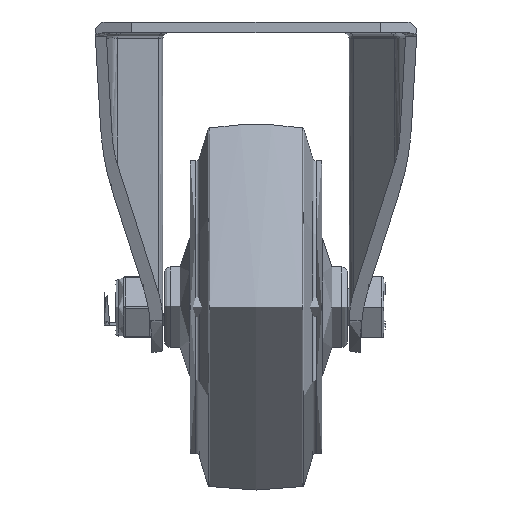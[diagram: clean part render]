
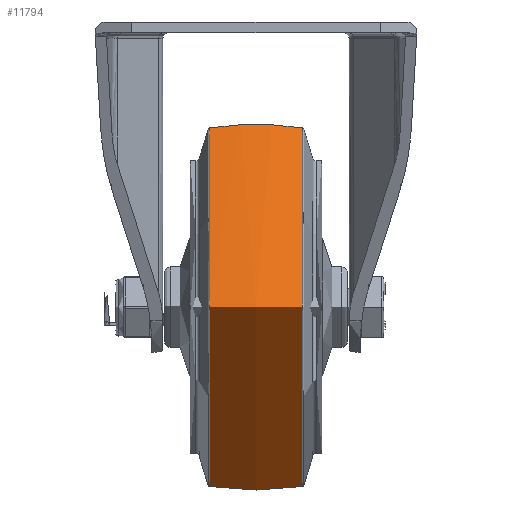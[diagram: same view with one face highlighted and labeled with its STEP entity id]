
A CAD part, left-side view. The second image highlights one B-rep face of the part: STEP entity #11794.
In plain terms, the highlighted free-form (B-spline) face has degree [2, 2] with [3, 9] control points.
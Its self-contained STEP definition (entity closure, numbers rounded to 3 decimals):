
#57=(
BOUNDED_SURFACE()
B_SPLINE_SURFACE(2,2,((#17568,#17569,#17570,#17571,#17572,#17573,#17574,
#17575,#17576),(#17577,#17578,#17579,#17580,#17581,#17582,#17583,#17584,
#17585),(#17586,#17587,#17588,#17589,#17590,#17591,#17592,#17593,#17594)),
 .UNSPECIFIED.,.F.,.T.,.F.)
B_SPLINE_SURFACE_WITH_KNOTS((3,3),(3,2,2,2,3),(-0.15,0.15),
(-3.142,-1.571,0.,1.571,3.142),
 .UNSPECIFIED.)
GEOMETRIC_REPRESENTATION_ITEM()
RATIONAL_B_SPLINE_SURFACE(((1.,0.707,1.,0.707,1.,
0.707,1.,0.707,1.),(0.989,0.699,
0.989,0.699,0.989,0.699,
0.989,0.699,0.989),(1.,0.707,
1.,0.707,1.,0.707,1.,0.707,1.)))
REPRESENTATION_ITEM('')
SURFACE()
);
#1557=FACE_OUTER_BOUND('',#2294,.T.);
#2294=EDGE_LOOP('',(#8707,#8708,#8709,#8710));
#4696=CIRCLE('',#12798,49.045);
#4698=CIRCLE('',#12800,85.);
#4699=CIRCLE('',#12801,49.045);
#5266=VERTEX_POINT('',#17564);
#5267=VERTEX_POINT('',#17595);
#6562=EDGE_CURVE('',#5266,#5266,#4696,.T.);
#6564=EDGE_CURVE('',#5266,#5267,#4698,.T.);
#6565=EDGE_CURVE('',#5267,#5267,#4699,.T.);
#8707=ORIENTED_EDGE('',*,*,#6562,.F.);
#8708=ORIENTED_EDGE('',*,*,#6564,.T.);
#8709=ORIENTED_EDGE('',*,*,#6565,.T.);
#8710=ORIENTED_EDGE('',*,*,#6564,.F.);
#11794=ADVANCED_FACE('',(#1557),#57,.F.);
#12798=AXIS2_PLACEMENT_3D('',#17566,#14334,#14335);
#12800=AXIS2_PLACEMENT_3D('',#17596,#14338,#14339);
#12801=AXIS2_PLACEMENT_3D('',#17597,#14340,#14341);
#14334=DIRECTION('center_axis',(0.,-1.,0.));
#14335=DIRECTION('ref_axis',(0.,0.,1.));
#14338=DIRECTION('center_axis',(-1.,0.,0.));
#14339=DIRECTION('ref_axis',(0.,0.,
1.));
#14340=DIRECTION('center_axis',(0.,-1.,0.));
#14341=DIRECTION('ref_axis',(0.,0.,1.));
#17564=CARTESIAN_POINT('',(0.,-12.707,49.045));
#17566=CARTESIAN_POINT('Origin',(0.,-12.707,0.));
#17568=CARTESIAN_POINT('Ctrl Pts',(0.,12.707,49.045));
#17569=CARTESIAN_POINT('Ctrl Pts',(-49.045,12.707,49.045));
#17570=CARTESIAN_POINT('Ctrl Pts',(-49.045,12.707,0.));
#17571=CARTESIAN_POINT('Ctrl Pts',(-49.045,12.707,-49.045));
#17572=CARTESIAN_POINT('Ctrl Pts',(0.,12.707,-49.045));
#17573=CARTESIAN_POINT('Ctrl Pts',(49.045,12.707,-49.045));
#17574=CARTESIAN_POINT('Ctrl Pts',(49.045,12.707,0.));
#17575=CARTESIAN_POINT('Ctrl Pts',(49.045,12.707,49.045));
#17576=CARTESIAN_POINT('Ctrl Pts',(0.,12.707,49.045));
#17577=CARTESIAN_POINT('Ctrl Pts',(0.,0.,50.966));
#17578=CARTESIAN_POINT('Ctrl Pts',(-50.966,0.,
50.966));
#17579=CARTESIAN_POINT('Ctrl Pts',(-50.966,0.,
0.));
#17580=CARTESIAN_POINT('Ctrl Pts',(-50.966,0.,
-50.966));
#17581=CARTESIAN_POINT('Ctrl Pts',(0.,0.,-50.966));
#17582=CARTESIAN_POINT('Ctrl Pts',(50.966,0.,
-50.966));
#17583=CARTESIAN_POINT('Ctrl Pts',(50.966,0.,
0.));
#17584=CARTESIAN_POINT('Ctrl Pts',(50.966,0.,
50.966));
#17585=CARTESIAN_POINT('Ctrl Pts',(0.,0.,50.966));
#17586=CARTESIAN_POINT('Ctrl Pts',(0.,-12.707,49.045));
#17587=CARTESIAN_POINT('Ctrl Pts',(-49.045,-12.707,
49.045));
#17588=CARTESIAN_POINT('Ctrl Pts',(-49.045,-12.707,
0.));
#17589=CARTESIAN_POINT('Ctrl Pts',(-49.045,-12.707,
-49.045));
#17590=CARTESIAN_POINT('Ctrl Pts',(0.,-12.707,-49.045));
#17591=CARTESIAN_POINT('Ctrl Pts',(49.045,-12.707,-49.045));
#17592=CARTESIAN_POINT('Ctrl Pts',(49.045,-12.707,0.));
#17593=CARTESIAN_POINT('Ctrl Pts',(49.045,-12.707,49.045));
#17594=CARTESIAN_POINT('Ctrl Pts',(0.,-12.707,49.045));
#17595=CARTESIAN_POINT('',(0.,12.707,49.045));
#17596=CARTESIAN_POINT('Origin',(0.,0.,
-35.));
#17597=CARTESIAN_POINT('Origin',(0.,12.707,0.));
